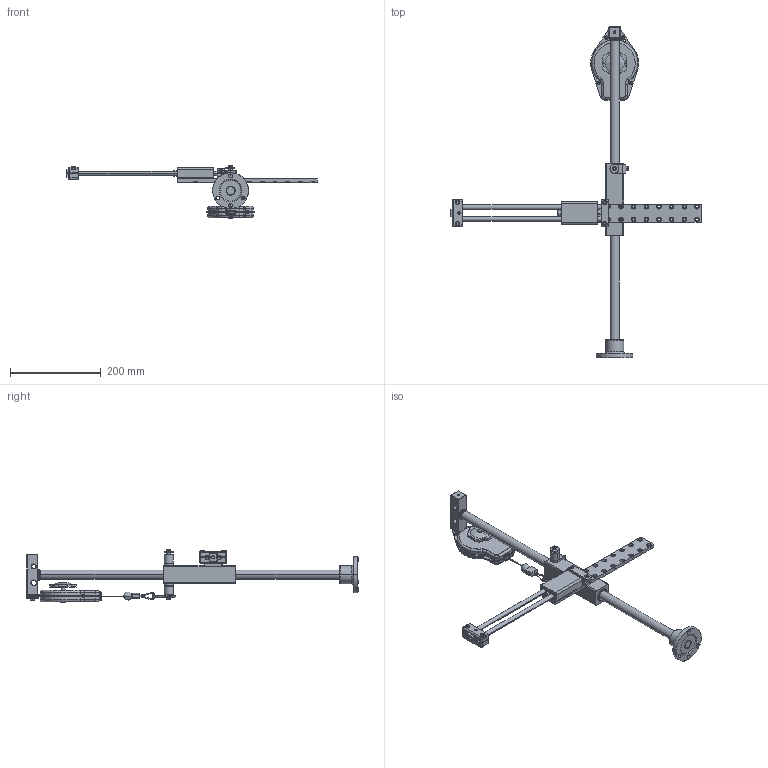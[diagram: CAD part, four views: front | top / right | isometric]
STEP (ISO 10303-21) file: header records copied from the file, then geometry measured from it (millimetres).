
FILE_DESCRIPTION((''),'2;1');
FILE_NAME('4390200000_OPENED','2020-03-26T09:22:31',('Toocsr'),(''),'CREO PARAMETRIC BY PTC INC, 2018100','CREO PARAMETRIC BY PTC INC, 2018100','');
FILE_SCHEMA(('CONFIG_CONTROL_DESIGN','GEOMETRIC_VALIDATION_PROPERTIES_MIM'));
Products named in the file (1): 4390200000_OPENED
Bounding box: 554.5 x 733.5 x 117.1 mm (x, y, z)
Volume: 848036.3 mm3; surface area: 296080.5 mm2
Topology: 371 solids, 425 shells, 2753 faces, 7798 edges, 4437 vertices
Faces by surface type: sphere 1122, plane 628, cylinder 621, cone 214, torus 152, bspline 16
Entity records: 96732 total; most frequent: CARTESIAN_POINT 15798, DIRECTION 15517, ORIENTED_EDGE 12476, AXIS2_PLACEMENT_3D 6866, EDGE_CURVE 6290, VERTEX_POINT 4435, CIRCLE 4128, EDGE_LOOP 3016
